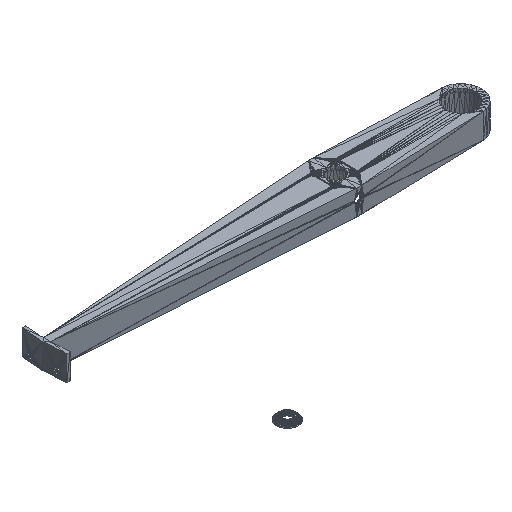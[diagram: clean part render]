
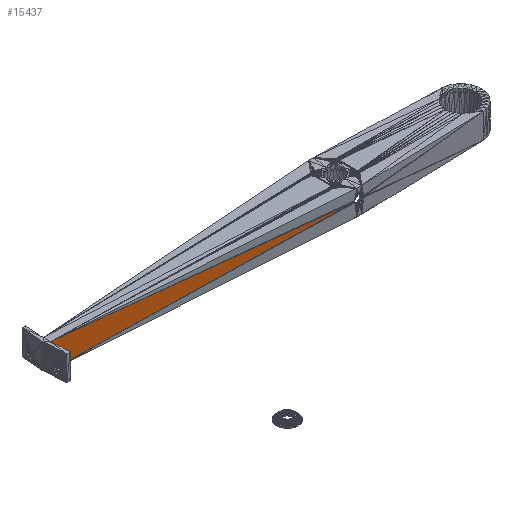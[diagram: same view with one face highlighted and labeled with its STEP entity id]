
A CAD part, isometric view. The second image highlights one B-rep face of the part: STEP entity #15437.
In plain terms, the highlighted planar face has unit normal (-0.071, -0.998, 0).
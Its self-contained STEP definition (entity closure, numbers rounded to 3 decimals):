
#536 = VERTEX_POINT('',#537);
#537 = CARTESIAN_POINT('',(-160.969,-2.088,0.));
#10461 = VERTEX_POINT('',#10462);
#10462 = CARTESIAN_POINT('',(-160.969,-2.088,14.));
#15418 = EDGE_CURVE('',#10461,#15419,#15421,.T.);
#15419 = VERTEX_POINT('',#15420);
#15420 = CARTESIAN_POINT('',(-2.5,-13.349,8.));
#15421 = LINE('',#15422,#15423);
#15422 = CARTESIAN_POINT('',(-160.969,-2.088,14.));
#15423 = VECTOR('',#15424,1.);
#15424 = DIRECTION('',(0.997,-0.071,
    -0.038));
#15437 = ADVANCED_FACE('',(#15438),#15453,.T.);
#15438 = FACE_BOUND('',#15439,.T.);
#15439 = EDGE_LOOP('',(#15440,#15446,#15447));
#15440 = ORIENTED_EDGE('',*,*,#15441,.T.);
#15441 = EDGE_CURVE('',#536,#15419,#15442,.T.);
#15442 = LINE('',#15443,#15444);
#15443 = CARTESIAN_POINT('',(-160.969,-2.088,0.));
#15444 = VECTOR('',#15445,1.);
#15445 = DIRECTION('',(0.996,-0.071,
    0.05));
#15446 = ORIENTED_EDGE('',*,*,#15418,.F.);
#15447 = ORIENTED_EDGE('',*,*,#15448,.T.);
#15448 = EDGE_CURVE('',#10461,#536,#15449,.T.);
#15449 = LINE('',#15450,#15451);
#15450 = CARTESIAN_POINT('',(-160.969,-2.088,14.));
#15451 = VECTOR('',#15452,1.);
#15452 = DIRECTION('',(0.,0.,-1.));
#15453 = PLANE('',#15454);
#15454 = AXIS2_PLACEMENT_3D('',#15455,#15456,#15457);
#15455 = CARTESIAN_POINT('',(-85.075,-7.481,
    7.478));
#15456 = DIRECTION('',(-0.071,-0.997,-0.));
#15457 = DIRECTION('',(-0.997,0.071,0.));
